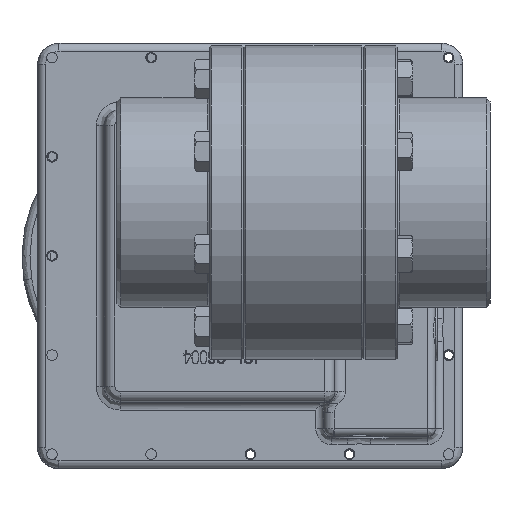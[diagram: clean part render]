
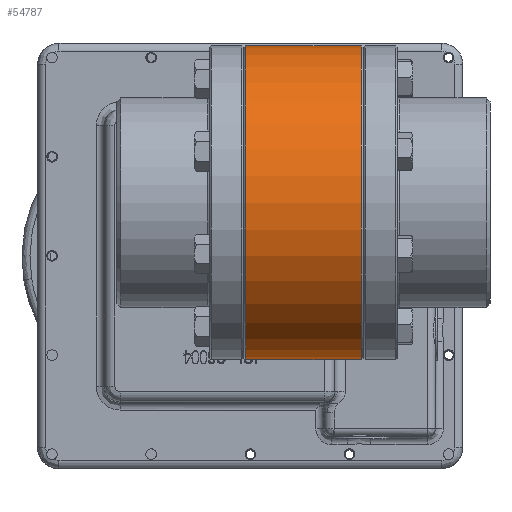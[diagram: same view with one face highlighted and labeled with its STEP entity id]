
A CAD part, front view. The second image highlights one B-rep face of the part: STEP entity #54787.
In plain terms, the highlighted cylindrical face has radius 93.726 mm (diameter 187.452 mm), a partial arc.
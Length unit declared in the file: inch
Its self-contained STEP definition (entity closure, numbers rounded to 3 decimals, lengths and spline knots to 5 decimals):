
#3377 = DIRECTION ( 'NONE',  ( -1., 0., 0. ) ) ;
#4588 = ORIENTED_EDGE ( 'NONE', *, *, #48523, .T. ) ;
#8121 = AXIS2_PLACEMENT_3D ( 'NONE', #30706, #74155, #36962 ) ;
#12312 = ORIENTED_EDGE ( 'NONE', *, *, #38992, .T. ) ;
#12620 = CARTESIAN_POINT ( 'NONE',  ( 1.4175, 0., -3.69 ) ) ;
#15937 = DIRECTION ( 'NONE',  ( 0., 0., 1. ) ) ;
#18006 = EDGE_CURVE ( 'NONE', #28977, #30786, #24239, .T. ) ;
#18881 = DIRECTION ( 'NONE',  ( -1., 0., 0. ) ) ;
#22134 = CARTESIAN_POINT ( 'NONE',  ( 1.4175, 0., 0. ) ) ;
#24239 = LINE ( 'NONE', #12620, #69879 ) ;
#25585 = ORIENTED_EDGE ( 'NONE', *, *, #18006, .F. ) ;
#27160 = CARTESIAN_POINT ( 'NONE',  ( 1.3575, 0., -3.69 ) ) ;
#27348 = VERTEX_POINT ( 'NONE', #74558 ) ;
#27824 = CARTESIAN_POINT ( 'NONE',  ( 1.4175, 0., 3.69 ) ) ;
#28977 = VERTEX_POINT ( 'NONE', #27160 ) ;
#29282 = VERTEX_POINT ( 'NONE', #67669 ) ;
#30706 = CARTESIAN_POINT ( 'NONE',  ( -1.3575, 0., 0. ) ) ;
#30786 = VERTEX_POINT ( 'NONE', #43801 ) ;
#32291 = CARTESIAN_POINT ( 'NONE',  ( 1.3575, 0., 0. ) ) ;
#32465 = LINE ( 'NONE', #27824, #80070 ) ;
#33024 = CIRCLE ( 'NONE', #69513, 3.69 ) ;
#36962 = DIRECTION ( 'NONE',  ( 0., 0., -1. ) ) ;
#37788 = CYLINDRICAL_SURFACE ( 'NONE', #59413, 3.69 ) ;
#38548 = DIRECTION ( 'NONE',  ( 0., 0., -1. ) ) ;
#38992 = EDGE_CURVE ( 'NONE', #28977, #29282, #33024, .T. ) ;
#43801 = CARTESIAN_POINT ( 'NONE',  ( -1.3575, 0., -3.69 ) ) ;
#48523 = EDGE_CURVE ( 'NONE', #27348, #30786, #67871, .T. ) ;
#54787 = ADVANCED_FACE ( 'NONE', ( #67324 ), #37788, .T. ) ;
#59413 = AXIS2_PLACEMENT_3D ( 'NONE', #22134, #3377, #15937 ) ;
#64268 = ORIENTED_EDGE ( 'NONE', *, *, #71598, .T. ) ;
#65369 = DIRECTION ( 'NONE',  ( -1., 0., 0. ) ) ;
#67324 = FACE_OUTER_BOUND ( 'NONE', #70613, .T. ) ;
#67669 = CARTESIAN_POINT ( 'NONE',  ( 1.3575, 0., 3.69 ) ) ;
#67871 = CIRCLE ( 'NONE', #8121, 3.69 ) ;
#69513 = AXIS2_PLACEMENT_3D ( 'NONE', #32291, #75731, #38548 ) ;
#69879 = VECTOR ( 'NONE', #18881, 39.37008 ) ;
#70613 = EDGE_LOOP ( 'NONE', ( #25585, #12312, #64268, #4588 ) ) ;
#71598 = EDGE_CURVE ( 'NONE', #29282, #27348, #32465, .T. ) ;
#74155 = DIRECTION ( 'NONE',  ( 1., 0., 0. ) ) ;
#74558 = CARTESIAN_POINT ( 'NONE',  ( -1.3575, 0., 3.69 ) ) ;
#75731 = DIRECTION ( 'NONE',  ( -1., 0., 0. ) ) ;
#80070 = VECTOR ( 'NONE', #65369, 39.37008 ) ;
